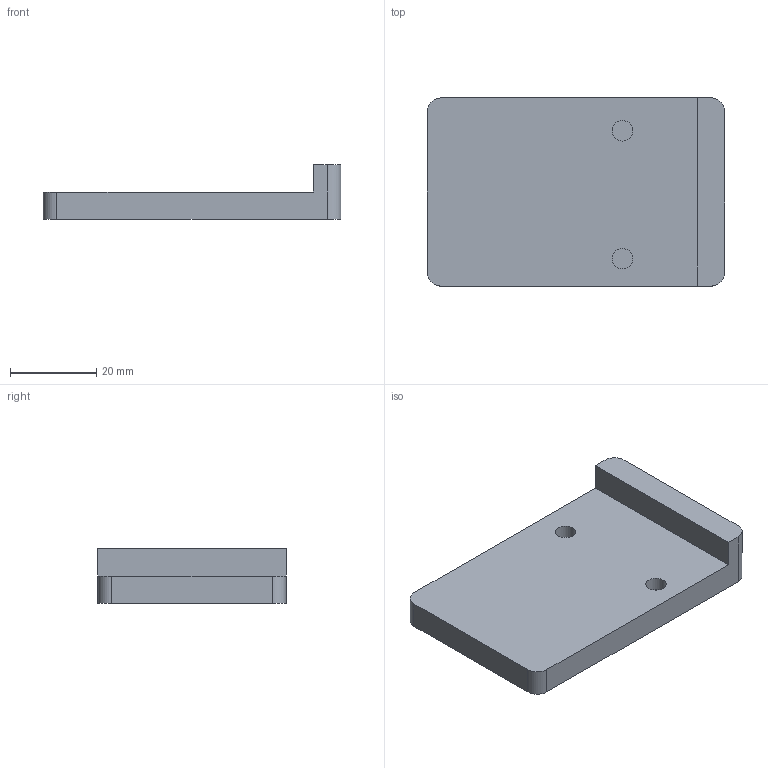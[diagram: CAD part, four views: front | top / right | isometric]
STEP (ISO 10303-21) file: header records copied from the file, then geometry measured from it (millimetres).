
FILE_DESCRIPTION(/* description */ (''),/* implementation_level */ '2;1');
FILE_NAME(/* name */ 'lid.stp',/* time_stamp */ '2017-10-14T10:34:59-04:00',/* author */ ('Mark'),/* organization */ (''),/* preprocessor_version */ 'ST-DEVELOPER v16.1',/* originating_system */ 'Autodesk Inventor 2016',/* authorisation */ '');
FILE_SCHEMA (('AUTOMOTIVE_DESIGN { 1 0 10303 214 3 1 1 }'));
Length unit declared in the file: inch
Products named in the file (1): lid
Bounding box: 69.06 x 43.66 x 12.7 mm (x, y, z)
Volume: 19285.4 mm3; surface area: 8469 mm2
Topology: 1 solids, 1 shells, 62 faces, 144 edges, 80 vertices
Faces by surface type: cylinder 22, plane 16, bspline 16, torus 8
Full cylindrical faces by diameter (mm): 4.762 x2
Entity records: 2128 total; most frequent: CARTESIAN_POINT 805, ORIENTED_EDGE 268, DIRECTION 264, EDGE_CURVE 134, AXIS2_PLACEMENT_3D 107, VERTEX_POINT 80, EDGE_LOOP 68, FACE_OUTER_BOUND 62
